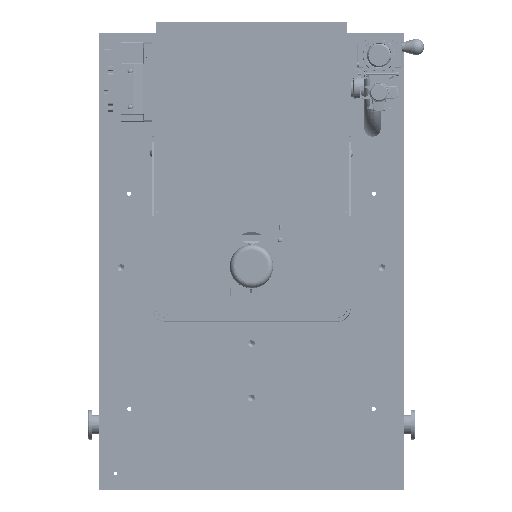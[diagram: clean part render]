
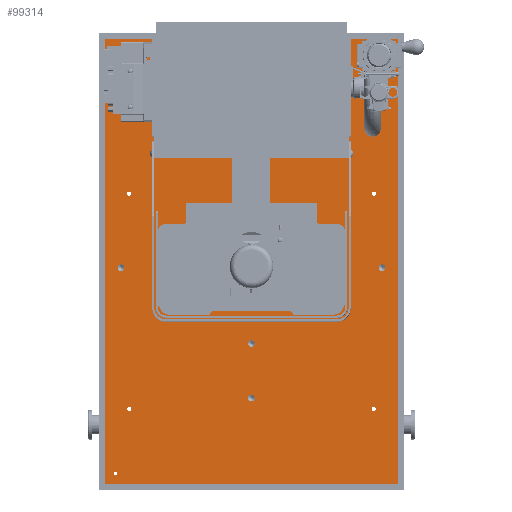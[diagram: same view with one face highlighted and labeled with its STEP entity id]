
A CAD part, top view. The second image highlights one B-rep face of the part: STEP entity #99314.
In plain terms, the highlighted planar face has unit normal (0, 0, 1).
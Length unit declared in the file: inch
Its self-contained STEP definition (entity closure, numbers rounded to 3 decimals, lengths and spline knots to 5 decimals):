
#98765=CARTESIAN_POINT('',(2.6565,-9.51043,-0.01));
#98766=VERTEX_POINT('',#98765);
#98773=CARTESIAN_POINT('',(2.5,-9.51043,-0.01));
#98774=DIRECTION('',(0.0,0.0,-1.0));
#98775=DIRECTION('',(1.0,0.0,0.0));
#98776=AXIS2_PLACEMENT_3D('',#98773,#98774,#98775);
#98777=CIRCLE('',#98776,0.1565);
#98778=EDGE_CURVE('',#98766,#98766,#98777,.T.);
#98790=CARTESIAN_POINT('',(2.6565,-12.01043,-0.01));
#98791=VERTEX_POINT('',#98790);
#98798=CARTESIAN_POINT('',(2.5,-12.01043,-0.01));
#98799=DIRECTION('',(-0.0,0.0,-1.0));
#98800=DIRECTION('',(-1.,0.01,-0.0));
#98801=AXIS2_PLACEMENT_3D('',#98798,#98799,#98800);
#98802=CIRCLE('',#98801,0.1565);
#98803=EDGE_CURVE('',#98791,#98791,#98802,.T.);
#98815=CARTESIAN_POINT('',(8.6565,-6.01043,-0.01));
#98816=VERTEX_POINT('',#98815);
#98823=CARTESIAN_POINT('',(8.5,-6.01043,-0.01));
#98824=DIRECTION('',(0.0,0.0,-1.0));
#98825=DIRECTION('',(1.0,0.0,0.0));
#98826=AXIS2_PLACEMENT_3D('',#98823,#98824,#98825);
#98827=CIRCLE('',#98826,0.1565);
#98828=EDGE_CURVE('',#98816,#98816,#98827,.T.);
#98840=CARTESIAN_POINT('',(6.1565,-6.01043,-0.01));
#98841=VERTEX_POINT('',#98840);
#98848=CARTESIAN_POINT('',(6.0,-6.01043,-0.01));
#98849=DIRECTION('',(-0.0,-0.0,-1.0));
#98850=DIRECTION('',(1.0,0.0,0.0));
#98851=AXIS2_PLACEMENT_3D('',#98848,#98849,#98850);
#98852=CIRCLE('',#98851,0.1565);
#98853=EDGE_CURVE('',#98841,#98841,#98852,.T.);
#98865=CARTESIAN_POINT('',(-3.3435,-6.01043,-0.01));
#98866=VERTEX_POINT('',#98865);
#98873=CARTESIAN_POINT('',(-3.5,-6.01043,-0.01));
#98874=DIRECTION('',(0.0,0.0,-1.0));
#98875=DIRECTION('',(1.0,0.0,0.0));
#98876=AXIS2_PLACEMENT_3D('',#98873,#98874,#98875);
#98877=CIRCLE('',#98876,0.1565);
#98878=EDGE_CURVE('',#98866,#98866,#98877,.T.);
#98898=CARTESIAN_POINT('',(-3.0245,-2.61043,-0.01));
#98899=VERTEX_POINT('',#98898);
#98906=CARTESIAN_POINT('',(-3.125,-2.61043,-0.01));
#98907=DIRECTION('',(-0.0,-0.0,-1.0));
#98908=DIRECTION('',(1.0,0.0,0.0));
#98909=AXIS2_PLACEMENT_3D('',#98906,#98907,#98908);
#98910=CIRCLE('',#98909,0.1005);
#98911=EDGE_CURVE('',#98899,#98899,#98910,.T.);
#98923=CARTESIAN_POINT('',(2.6565,-2.51043,-0.01));
#98924=VERTEX_POINT('',#98923);
#98931=CARTESIAN_POINT('',(2.5,-2.51043,-0.01));
#98932=DIRECTION('',(0.0,0.0,-1.0));
#98933=DIRECTION('',(1.0,0.0,0.0));
#98934=AXIS2_PLACEMENT_3D('',#98931,#98932,#98933);
#98935=CIRCLE('',#98934,0.1565);
#98936=EDGE_CURVE('',#98924,#98924,#98935,.T.);
#98948=CARTESIAN_POINT('',(-0.8435,-6.01043,-0.01));
#98949=VERTEX_POINT('',#98948);
#98956=CARTESIAN_POINT('',(-1.0,-6.01043,-0.01));
#98957=DIRECTION('',(-0.0,-0.0,-1.0));
#98958=DIRECTION('',(1.0,0.0,0.0));
#98959=AXIS2_PLACEMENT_3D('',#98956,#98957,#98958);
#98960=CIRCLE('',#98959,0.1565);
#98961=EDGE_CURVE('',#98949,#98949,#98960,.T.);
#98974=CARTESIAN_POINT('',(9.25,-15.98043,-0.01));
#98975=VERTEX_POINT('',#98974);
#98982=CARTESIAN_POINT('',(-4.25,-15.98043,-0.01));
#98983=VERTEX_POINT('',#98982);
#98984=CARTESIAN_POINT('',(9.0,-15.98043,-0.01));
#98985=DIRECTION('',(1.0,0.0,0.0));
#98986=VECTOR('',#98985,39.37008);
#98987=LINE('',#98984,#98986);
#98988=EDGE_CURVE('',#98983,#98975,#98987,.T.);
#99021=CARTESIAN_POINT('',(9.25,4.51957,-0.01));
#99022=VERTEX_POINT('',#99021);
#99029=CARTESIAN_POINT('',(9.25,4.26957,-0.01));
#99030=DIRECTION('',(-0.0,1.0,0.0));
#99031=VECTOR('',#99030,39.37008);
#99032=LINE('',#99029,#99031);
#99033=EDGE_CURVE('',#98975,#99022,#99032,.T.);
#99045=CARTESIAN_POINT('',(-4.25,4.51957,-0.01));
#99046=VERTEX_POINT('',#99045);
#99053=CARTESIAN_POINT('',(9.0,4.51957,-0.01));
#99054=DIRECTION('',(-1.0,0.0,0.0));
#99055=VECTOR('',#99054,39.37008);
#99056=LINE('',#99053,#99055);
#99057=EDGE_CURVE('',#99022,#99046,#99056,.T.);
#99075=CARTESIAN_POINT('',(-4.25,4.26957,-0.01));
#99076=DIRECTION('',(0.0,-1.0,0.0));
#99077=VECTOR('',#99076,39.37008);
#99078=LINE('',#99075,#99077);
#99079=EDGE_CURVE('',#99046,#98983,#99078,.T.);
#99105=CARTESIAN_POINT('',(-3.0245,-12.51043,-0.01));
#99106=VERTEX_POINT('',#99105);
#99113=CARTESIAN_POINT('',(-3.125,-12.51043,-0.01));
#99114=DIRECTION('',(-0.0,-0.0,-1.0));
#99115=DIRECTION('',(1.0,0.0,0.0));
#99116=AXIS2_PLACEMENT_3D('',#99113,#99114,#99115);
#99117=CIRCLE('',#99116,0.1005);
#99118=EDGE_CURVE('',#99106,#99106,#99117,.T.);
#99129=CARTESIAN_POINT('',(-3.8295,-15.48043,-0.01));
#99130=VERTEX_POINT('',#99129);
#99131=CARTESIAN_POINT('',(-3.75,-15.48043,-0.01));
#99132=DIRECTION('',(0.0,0.0,1.0));
#99133=DIRECTION('',(1.0,0.0,0.0));
#99134=AXIS2_PLACEMENT_3D('',#99131,#99132,#99133);
#99135=CIRCLE('',#99134,0.0795);
#99136=EDGE_CURVE('',#99130,#99130,#99135,.T.);
#99240=ORIENTED_EDGE('',*,*,#99079,.T.);
#99241=ORIENTED_EDGE('',*,*,#98988,.T.);
#99242=ORIENTED_EDGE('',*,*,#99033,.T.);
#99243=ORIENTED_EDGE('',*,*,#99057,.T.);
#99244=EDGE_LOOP('',(#99240,#99241,#99242,#99243));
#99245=FACE_OUTER_BOUND('',#99244,.T.);
#99246=ORIENTED_EDGE('',*,*,#98961,.T.);
#99247=EDGE_LOOP('',(#99246));
#99248=FACE_BOUND('',#99247,.T.);
#99249=ORIENTED_EDGE('',*,*,#98936,.T.);
#99250=EDGE_LOOP('',(#99249));
#99251=FACE_BOUND('',#99250,.T.);
#99252=CARTESIAN_POINT('',(2.5,-6.13543,-0.01));
#99253=VERTEX_POINT('',#99252);
#99254=CARTESIAN_POINT('',(2.5,-6.01043,-0.01));
#99255=DIRECTION('',(0.0,0.0,1.0));
#99256=DIRECTION('',(0.0,-1.0,0.0));
#99257=AXIS2_PLACEMENT_3D('',#99254,#99255,#99256);
#99258=CIRCLE('',#99257,0.125);
#99259=EDGE_CURVE('',#99253,#99253,#99258,.T.);
#99260=ORIENTED_EDGE('',*,*,#99259,.F.);
#99261=EDGE_LOOP('',(#99260));
#99262=FACE_BOUND('',#99261,.T.);
#99263=ORIENTED_EDGE('',*,*,#98911,.T.);
#99264=EDGE_LOOP('',(#99263));
#99265=FACE_BOUND('',#99264,.T.);
#99266=ORIENTED_EDGE('',*,*,#98878,.T.);
#99267=EDGE_LOOP('',(#99266));
#99268=FACE_BOUND('',#99267,.T.);
#99269=ORIENTED_EDGE('',*,*,#98853,.T.);
#99270=EDGE_LOOP('',(#99269));
#99271=FACE_BOUND('',#99270,.T.);
#99272=ORIENTED_EDGE('',*,*,#98828,.T.);
#99273=EDGE_LOOP('',(#99272));
#99274=FACE_BOUND('',#99273,.T.);
#99275=CARTESIAN_POINT('',(8.2255,-2.61043,-0.01));
#99276=VERTEX_POINT('',#99275);
#99277=CARTESIAN_POINT('',(8.125,-2.61043,-0.01));
#99278=DIRECTION('',(-0.0,-0.0,-1.0));
#99279=DIRECTION('',(1.0,0.0,0.0));
#99280=AXIS2_PLACEMENT_3D('',#99277,#99278,#99279);
#99281=CIRCLE('',#99280,0.1005);
#99282=EDGE_CURVE('',#99276,#99276,#99281,.T.);
#99283=ORIENTED_EDGE('',*,*,#99282,.T.);
#99284=EDGE_LOOP('',(#99283));
#99285=FACE_BOUND('',#99284,.T.);
#99286=ORIENTED_EDGE('',*,*,#99118,.T.);
#99287=EDGE_LOOP('',(#99286));
#99288=FACE_BOUND('',#99287,.T.);
#99289=ORIENTED_EDGE('',*,*,#99136,.F.);
#99290=EDGE_LOOP('',(#99289));
#99291=FACE_BOUND('',#99290,.T.);
#99292=CARTESIAN_POINT('',(8.2255,-12.51043,-0.01));
#99293=VERTEX_POINT('',#99292);
#99294=CARTESIAN_POINT('',(8.125,-12.51043,-0.01));
#99295=DIRECTION('',(-0.0,-0.0,-1.0));
#99296=DIRECTION('',(1.0,0.0,0.0));
#99297=AXIS2_PLACEMENT_3D('',#99294,#99295,#99296);
#99298=CIRCLE('',#99297,0.1005);
#99299=EDGE_CURVE('',#99293,#99293,#99298,.T.);
#99300=ORIENTED_EDGE('',*,*,#99299,.T.);
#99301=EDGE_LOOP('',(#99300));
#99302=FACE_BOUND('',#99301,.T.);
#99303=ORIENTED_EDGE('',*,*,#98803,.T.);
#99304=EDGE_LOOP('',(#99303));
#99305=FACE_BOUND('',#99304,.T.);
#99306=ORIENTED_EDGE('',*,*,#98778,.T.);
#99307=EDGE_LOOP('',(#99306));
#99308=FACE_BOUND('',#99307,.T.);
#99309=CARTESIAN_POINT('',(-4.0,4.26957,-0.01));
#99310=DIRECTION('',(0.0,0.0,1.0));
#99311=DIRECTION('',(1.0,0.0,0.0));
#99312=AXIS2_PLACEMENT_3D('',#99309,#99310,#99311);
#99313=PLANE('',#99312);
#99314=ADVANCED_FACE('',(#99245,#99248,#99251,#99262,#99265,#99268,#99271,#99274,#99285,#99288,#99291,#99302,#99305,#99308),#99313,.T.);
